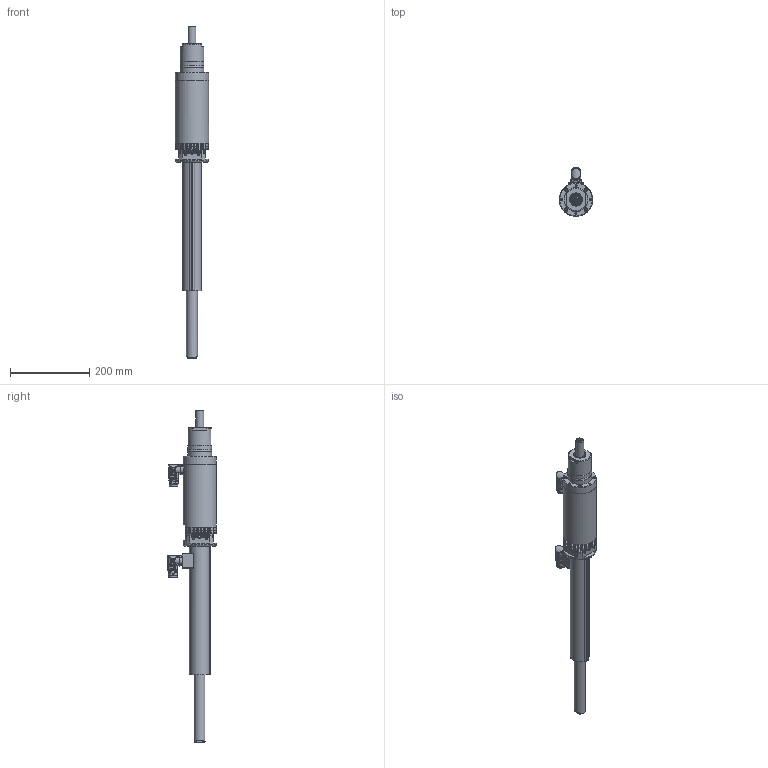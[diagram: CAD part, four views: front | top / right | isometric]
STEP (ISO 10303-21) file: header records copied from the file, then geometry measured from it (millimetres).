
FILE_DESCRIPTION (( 'STEP AP214' ), '1' );
FILE_NAME ('0186-0401_190825_PR01-84x80-SSC-C!48x240F-C-150-L.STEP', '2025-08-19T12:41:10', ( '' ), ( '' ), 'SwSTEP 2.0', 'SolidWorks 2025', '' );
FILE_SCHEMA (( 'AUTOMOTIVE_DESIGN' ));
Length unit declared in the file: millimetre
Products named in the file (4): 0180-2417_Dichtung TR08 20x32x8-Lf; 0186-0401_190825_PR01-84x80-SSC-C!48x240F-C-150-L; Stator_RS01-84x80_48x240F-150-SSC; Läufer-Drehwelle-240-SSC-L
Assembly tree (3 placements, depth 2):
  0186-0401_190825_PR01-84x80-SSC-C!48x240F-C-150-L
    Stator_RS01-84x80_48x240F-150-SSC
    Läufer-Drehwelle-240-SSC-L
    0180-2417_Dichtung TR08 20x32x8-Lf
Bounding box: 84 x 123.12 x 838.6 mm (x, y, z)
Volume: 2138131.6 mm3; surface area: 320586.8 mm2
Topology: 3 solids, 35 shells, 2247 faces, 6037 edges, 3850 vertices
Faces by surface type: plane 1045, cylinder 837, cone 192, torus 83, bspline 78, sphere 12
Full cylindrical faces by diameter (mm): 1 x20, 1.2 x10, 1.5 x10, 1.8 x10, 2 x16, 2.05 x8, 2.4 x8, 2.6 x8, 2.8 x11, 2.9 x8, 3 x2, 3.2 x2, 3.3 x4, 4 x2, 4.5 x8, 5 x14, 5.3 x4, 5.5 x2, 6 x4, 6.5 x3, 8.5 x4, 8.8 x1, 9 x5, 10 x4, 11.8 x1, 17.3 x1, 18 x1, 19.4 x1, 20 x3, 20.1 x2
Entity records: 115764 total; most frequent: CARTESIAN_POINT 40804, ORIENTED_EDGE 10946, DIRECTION 8964, EDGE_CURVE 5473, VERTEX_POINT 3663, AXIS2_PLACEMENT_3D 3222, EDGE_LOOP 2752, FACE_OUTER_BOUND 2526
